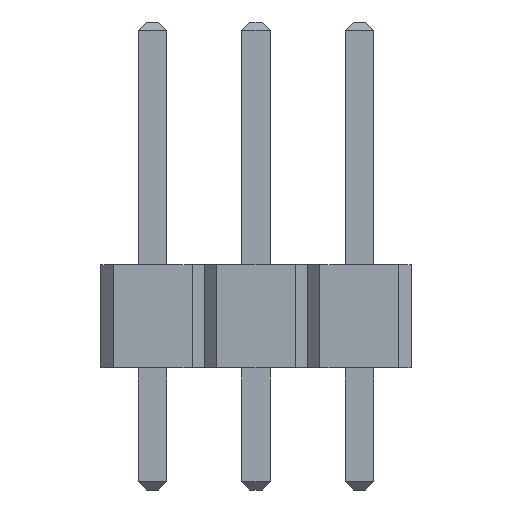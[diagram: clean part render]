
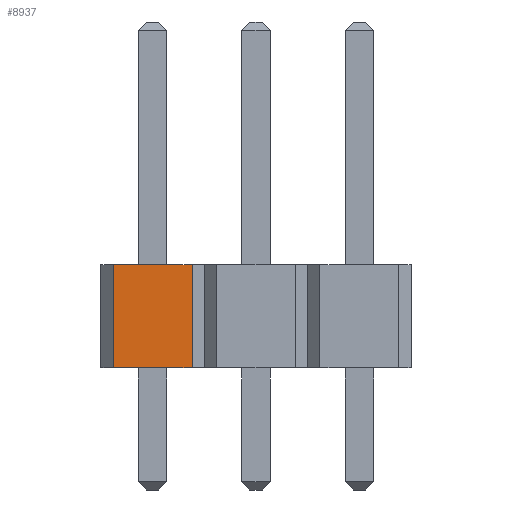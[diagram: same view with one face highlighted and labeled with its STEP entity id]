
A CAD part, front view. The second image highlights one B-rep face of the part: STEP entity #8937.
In plain terms, the highlighted planar face has unit normal (0, -1, 0).
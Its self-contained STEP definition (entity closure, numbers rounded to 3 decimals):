
#8387 = VERTEX_POINT('',#8388);
#8388 = CARTESIAN_POINT('',(-0.97,-39.37,0.));
#8394 = EDGE_CURVE('',#8395,#8387,#8397,.T.);
#8395 = VERTEX_POINT('',#8396);
#8396 = CARTESIAN_POINT('',(0.97,-39.37,0.));
#8397 = LINE('',#8398,#8399);
#8398 = CARTESIAN_POINT('',(1.27,-39.37,0.));
#8399 = VECTOR('',#8400,1.);
#8400 = DIRECTION('',(-1.,0.,0.));
#8609 = VERTEX_POINT('',#8610);
#8610 = CARTESIAN_POINT('',(-0.97,-39.37,2.54));
#8616 = EDGE_CURVE('',#8617,#8609,#8619,.T.);
#8617 = VERTEX_POINT('',#8618);
#8618 = CARTESIAN_POINT('',(0.97,-39.37,2.54));
#8619 = LINE('',#8620,#8621);
#8620 = CARTESIAN_POINT('',(1.27,-39.37,2.54));
#8621 = VECTOR('',#8622,1.);
#8622 = DIRECTION('',(-1.,0.,0.));
#8927 = EDGE_CURVE('',#8395,#8617,#8928,.T.);
#8928 = LINE('',#8929,#8930);
#8929 = CARTESIAN_POINT('',(0.97,-39.37,0.));
#8930 = VECTOR('',#8931,1.);
#8931 = DIRECTION('',(0.,0.,1.));
#8937 = ADVANCED_FACE('',(#8938),#8949,.T.);
#8938 = FACE_BOUND('',#8939,.T.);
#8939 = EDGE_LOOP('',(#8940,#8941,#8942,#8943));
#8940 = ORIENTED_EDGE('',*,*,#8394,.F.);
#8941 = ORIENTED_EDGE('',*,*,#8927,.T.);
#8942 = ORIENTED_EDGE('',*,*,#8616,.T.);
#8943 = ORIENTED_EDGE('',*,*,#8944,.F.);
#8944 = EDGE_CURVE('',#8387,#8609,#8945,.T.);
#8945 = LINE('',#8946,#8947);
#8946 = CARTESIAN_POINT('',(-0.97,-39.37,0.));
#8947 = VECTOR('',#8948,1.);
#8948 = DIRECTION('',(0.,0.,1.));
#8949 = PLANE('',#8950);
#8950 = AXIS2_PLACEMENT_3D('',#8951,#8952,#8953);
#8951 = CARTESIAN_POINT('',(1.27,-39.37,0.));
#8952 = DIRECTION('',(0.,-1.,0.));
#8953 = DIRECTION('',(-1.,0.,0.));
